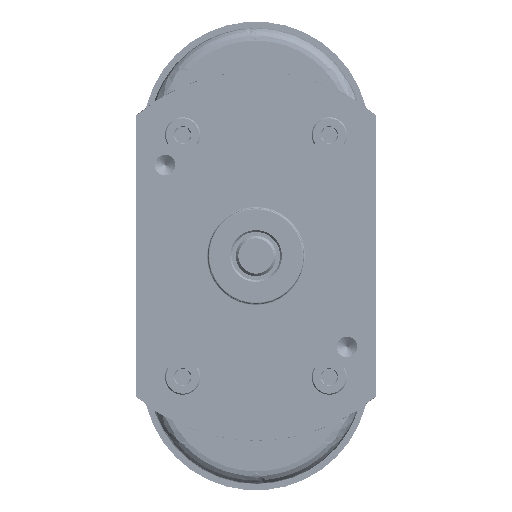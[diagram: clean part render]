
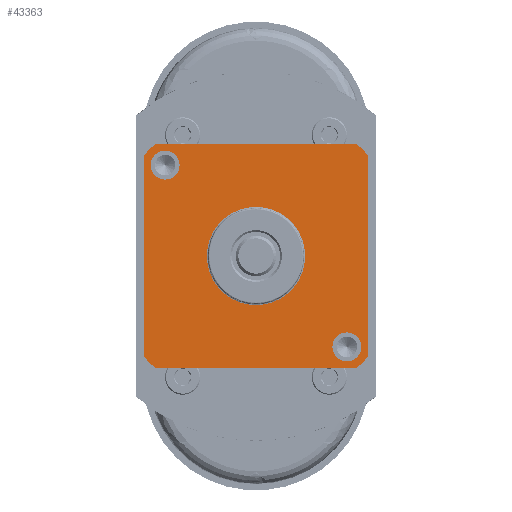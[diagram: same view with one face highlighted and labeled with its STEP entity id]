
A CAD part, left-side view. The second image highlights one B-rep face of the part: STEP entity #43363.
In plain terms, the highlighted face is planar.
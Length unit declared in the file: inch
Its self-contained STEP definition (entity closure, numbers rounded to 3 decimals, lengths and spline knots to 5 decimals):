
#398 = CARTESIAN_POINT ( 'NONE',  ( 0., 0., 0.125 ) ) ;
#520 = DIRECTION ( 'NONE',  ( 0., -1., 0. ) ) ;
#595 = EDGE_CURVE ( 'NONE', #2040, #13873, #2039, .T. ) ;
#669 = EDGE_CURVE ( 'NONE', #15643, #42014, #3188, .T. ) ;
#766 = VECTOR ( 'NONE', #5314, 39.37008 ) ;
#806 = LINE ( 'NONE', #5371, #766 ) ;
#1997 = CARTESIAN_POINT ( 'NONE',  ( 0., 0.8725, 0.125 ) ) ;
#2039 = CIRCLE ( 'NONE', #13798, 0.1125 ) ;
#2040 = VERTEX_POINT ( 'NONE', #21057 ) ;
#2126 = CARTESIAN_POINT ( 'NONE',  ( 0.81961, -0.70711, 0.125 ) ) ;
#2745 = DIRECTION ( 'NONE',  ( 1., 0., 0. ) ) ;
#3188 = CIRCLE ( 'NONE', #13721, 0.1125 ) ;
#3454 = CARTESIAN_POINT ( 'NONE',  ( 0.3825, 0., 0.125 ) ) ;
#3916 = VERTEX_POINT ( 'NONE', #12732 ) ;
#4276 = DIRECTION ( 'NONE',  ( 0., 0., 1. ) ) ;
#4378 = ORIENTED_EDGE ( 'NONE', *, *, #669, .T. ) ;
#4850 = DIRECTION ( 'NONE',  ( 1., 0., 0. ) ) ;
#5314 = DIRECTION ( 'NONE',  ( 0., -1., 0. ) ) ;
#5371 = CARTESIAN_POINT ( 'NONE',  ( 0.8725, 0., 0.125 ) ) ;
#5628 = CARTESIAN_POINT ( 'NONE',  ( -0.81961, 0.70711, 0.125 ) ) ;
#6781 = VERTEX_POINT ( 'NONE', #34369 ) ;
#6984 = AXIS2_PLACEMENT_3D ( 'NONE', #19120, #19045, #18984 ) ;
#7213 = FACE_BOUND ( 'NONE', #38242, .T. ) ;
#8842 = DIRECTION ( 'NONE',  ( 1., 0., 0. ) ) ;
#9157 = EDGE_LOOP ( 'NONE', ( #4378, #56186 ) ) ;
#9568 = ORIENTED_EDGE ( 'NONE', *, *, #17796, .F. ) ;
#10866 = CARTESIAN_POINT ( 'NONE',  ( 0., 0., 0.125 ) ) ;
#11087 = DIRECTION ( 'NONE',  ( 1., 0., 0. ) ) ;
#11153 = DIRECTION ( 'NONE',  ( 0., 0., 1. ) ) ;
#11205 = CARTESIAN_POINT ( 'NONE',  ( 0., 0., 0.125 ) ) ;
#11218 = PLANE ( 'NONE',  #19858 ) ;
#11642 = ORIENTED_EDGE ( 'NONE', *, *, #595, .F. ) ;
#12732 = CARTESIAN_POINT ( 'NONE',  ( -0.78326, 0.8725, 0.125 ) ) ;
#13721 = AXIS2_PLACEMENT_3D ( 'NONE', #45983, #45993, #46124 ) ;
#13798 = AXIS2_PLACEMENT_3D ( 'NONE', #45605, #45666, #45722 ) ;
#13873 = VERTEX_POINT ( 'NONE', #5628 ) ;
#13942 = CARTESIAN_POINT ( 'NONE',  ( 0.59461, -0.70711, 0.125 ) ) ;
#14121 = EDGE_CURVE ( 'NONE', #28350, #30684, #41791, .T. ) ;
#14405 = EDGE_CURVE ( 'NONE', #3916, #17120, #34074, .T. ) ;
#14581 = EDGE_CURVE ( 'NONE', #17120, #28350, #26977, .T. ) ;
#15396 = ORIENTED_EDGE ( 'NONE', *, *, #18248, .T. ) ;
#15643 = VERTEX_POINT ( 'NONE', #13942 ) ;
#16110 = CARTESIAN_POINT ( 'NONE',  ( -0.78326, -0.8725, 0.125 ) ) ;
#16384 = EDGE_CURVE ( 'NONE', #49574, #47761, #46596, .T. ) ;
#16649 = EDGE_CURVE ( 'NONE', #47761, #49574, #38357, .T. ) ;
#16949 = EDGE_LOOP ( 'NONE', ( #41417, #39398 ) ) ;
#17120 = VERTEX_POINT ( 'NONE', #22454 ) ;
#17276 = EDGE_CURVE ( 'NONE', #13873, #2040, #54035, .T. ) ;
#17796 = EDGE_CURVE ( 'NONE', #3916, #6781, #29156, .T. ) ;
#18012 = EDGE_LOOP ( 'NONE', ( #38331, #20078, #9568, #41805, #52148, #19358, #15396, #50515 ) ) ;
#18183 = EDGE_CURVE ( 'NONE', #44668, #42078, #24438, .T. ) ;
#18248 = EDGE_CURVE ( 'NONE', #30684, #44668, #22529, .T. ) ;
#18444 = ORIENTED_EDGE ( 'NONE', *, *, #17276, .F. ) ;
#18984 = DIRECTION ( 'NONE',  ( 1., 0., 0. ) ) ;
#19045 = DIRECTION ( 'NONE',  ( 0., 0., 1. ) ) ;
#19120 = CARTESIAN_POINT ( 'NONE',  ( 0., 0., 0.125 ) ) ;
#19358 = ORIENTED_EDGE ( 'NONE', *, *, #14121, .T. ) ;
#19722 = CARTESIAN_POINT ( 'NONE',  ( -0.3825, 0., 0.125 ) ) ;
#19858 = AXIS2_PLACEMENT_3D ( 'NONE', #11205, #11153, #11087 ) ;
#20078 = ORIENTED_EDGE ( 'NONE', *, *, #28665, .T. ) ;
#20511 = CIRCLE ( 'NONE', #21787, 0.1125 ) ;
#21008 = DIRECTION ( 'NONE',  ( 0., 0., -1. ) ) ;
#21057 = CARTESIAN_POINT ( 'NONE',  ( -0.59461, 0.70711, 0.125 ) ) ;
#21069 = CIRCLE ( 'NONE', #6984, 1.1725 ) ;
#21787 = AXIS2_PLACEMENT_3D ( 'NONE', #43578, #43568, #43505 ) ;
#22326 = VECTOR ( 'NONE', #25810, 39.37008 ) ;
#22400 = CARTESIAN_POINT ( 'NONE',  ( 0.8725, 0.78326, 0.125 ) ) ;
#22454 = CARTESIAN_POINT ( 'NONE',  ( -0.8725, 0.78326, 0.125 ) ) ;
#22529 = LINE ( 'NONE', #26813, #22326 ) ;
#24134 = AXIS2_PLACEMENT_3D ( 'NONE', #41675, #28628, #24656 ) ;
#24260 = EDGE_CURVE ( 'NONE', #42014, #15643, #20511, .T. ) ;
#24438 = CIRCLE ( 'NONE', #42542, 1.1725 ) ;
#24656 = DIRECTION ( 'NONE',  ( 1., 0., 0. ) ) ;
#25810 = DIRECTION ( 'NONE',  ( 1., 0., 0. ) ) ;
#26813 = CARTESIAN_POINT ( 'NONE',  ( 0., -0.8725, 0.125 ) ) ;
#26910 = VECTOR ( 'NONE', #520, 39.37008 ) ;
#26977 = LINE ( 'NONE', #32680, #26910 ) ;
#28350 = VERTEX_POINT ( 'NONE', #32989 ) ;
#28628 = DIRECTION ( 'NONE',  ( 0., 0., 1. ) ) ;
#28665 = EDGE_CURVE ( 'NONE', #36948, #6781, #21069, .T. ) ;
#29156 = LINE ( 'NONE', #1997, #29458 ) ;
#29458 = VECTOR ( 'NONE', #2745, 39.37008 ) ;
#30684 = VERTEX_POINT ( 'NONE', #16110 ) ;
#31610 = DIRECTION ( 'NONE',  ( 0., 0., -1. ) ) ;
#32480 = DIRECTION ( 'NONE',  ( 1., 0., 0. ) ) ;
#32680 = CARTESIAN_POINT ( 'NONE',  ( -0.8725, 0., 0.125 ) ) ;
#32989 = CARTESIAN_POINT ( 'NONE',  ( -0.8725, -0.78326, 0.125 ) ) ;
#34074 = CIRCLE ( 'NONE', #55309, 1.1725 ) ;
#34369 = CARTESIAN_POINT ( 'NONE',  ( 0.78326, 0.8725, 0.125 ) ) ;
#36235 = CARTESIAN_POINT ( 'NONE',  ( 0.78326, -0.8725, 0.125 ) ) ;
#36948 = VERTEX_POINT ( 'NONE', #22400 ) ;
#37469 = CARTESIAN_POINT ( 'NONE',  ( 0., 0., 0.125 ) ) ;
#37749 = DIRECTION ( 'NONE',  ( 0., 0., 1. ) ) ;
#38242 = EDGE_LOOP ( 'NONE', ( #18444, #11642 ) ) ;
#38331 = ORIENTED_EDGE ( 'NONE', *, *, #45578, .F. ) ;
#38357 = CIRCLE ( 'NONE', #46811, 0.3825 ) ;
#39398 = ORIENTED_EDGE ( 'NONE', *, *, #16384, .T. ) ;
#39827 = DIRECTION ( 'NONE',  ( 1., 0., 0. ) ) ;
#40014 = DIRECTION ( 'NONE',  ( 0., 0., 1. ) ) ;
#40205 = CARTESIAN_POINT ( 'NONE',  ( 0., 0., 0.125 ) ) ;
#40747 = DIRECTION ( 'NONE',  ( 1., 0., 0. ) ) ;
#41417 = ORIENTED_EDGE ( 'NONE', *, *, #16649, .T. ) ;
#41675 = CARTESIAN_POINT ( 'NONE',  ( -0.70711, 0.70711, 0.125 ) ) ;
#41791 = CIRCLE ( 'NONE', #55964, 1.1725 ) ;
#41805 = ORIENTED_EDGE ( 'NONE', *, *, #14405, .T. ) ;
#42014 = VERTEX_POINT ( 'NONE', #2126 ) ;
#42078 = VERTEX_POINT ( 'NONE', #56092 ) ;
#42542 = AXIS2_PLACEMENT_3D ( 'NONE', #40205, #40014, #39827 ) ;
#43363 = ADVANCED_FACE ( 'NONE', ( #43738, #43628, #7213, #43559 ), #11218, .T. ) ;
#43505 = DIRECTION ( 'NONE',  ( 1., 0., 0. ) ) ;
#43559 = FACE_OUTER_BOUND ( 'NONE', #18012, .T. ) ;
#43568 = DIRECTION ( 'NONE',  ( 0., 0., -1. ) ) ;
#43578 = CARTESIAN_POINT ( 'NONE',  ( 0.70711, -0.70711, 0.125 ) ) ;
#43628 = FACE_BOUND ( 'NONE', #9157, .T. ) ;
#43738 = FACE_BOUND ( 'NONE', #16949, .T. ) ;
#44668 = VERTEX_POINT ( 'NONE', #36235 ) ;
#45578 = EDGE_CURVE ( 'NONE', #36948, #42078, #806, .T. ) ;
#45605 = CARTESIAN_POINT ( 'NONE',  ( -0.70711, 0.70711, 0.125 ) ) ;
#45666 = DIRECTION ( 'NONE',  ( 0., 0., 1. ) ) ;
#45722 = DIRECTION ( 'NONE',  ( 1., 0., 0. ) ) ;
#45983 = CARTESIAN_POINT ( 'NONE',  ( 0.70711, -0.70711, 0.125 ) ) ;
#45993 = DIRECTION ( 'NONE',  ( 0., 0., -1. ) ) ;
#46124 = DIRECTION ( 'NONE',  ( 1., 0., 0. ) ) ;
#46596 = CIRCLE ( 'NONE', #47664, 0.3825 ) ;
#46811 = AXIS2_PLACEMENT_3D ( 'NONE', #48014, #21008, #8842 ) ;
#47664 = AXIS2_PLACEMENT_3D ( 'NONE', #398, #31610, #4850 ) ;
#47761 = VERTEX_POINT ( 'NONE', #3454 ) ;
#48014 = CARTESIAN_POINT ( 'NONE',  ( 0., 0., 0.125 ) ) ;
#49574 = VERTEX_POINT ( 'NONE', #19722 ) ;
#50515 = ORIENTED_EDGE ( 'NONE', *, *, #18183, .T. ) ;
#52148 = ORIENTED_EDGE ( 'NONE', *, *, #14581, .T. ) ;
#54035 = CIRCLE ( 'NONE', #24134, 0.1125 ) ;
#55309 = AXIS2_PLACEMENT_3D ( 'NONE', #10866, #4276, #32480 ) ;
#55964 = AXIS2_PLACEMENT_3D ( 'NONE', #37469, #37749, #40747 ) ;
#56092 = CARTESIAN_POINT ( 'NONE',  ( 0.8725, -0.78326, 0.125 ) ) ;
#56186 = ORIENTED_EDGE ( 'NONE', *, *, #24260, .T. ) ;
